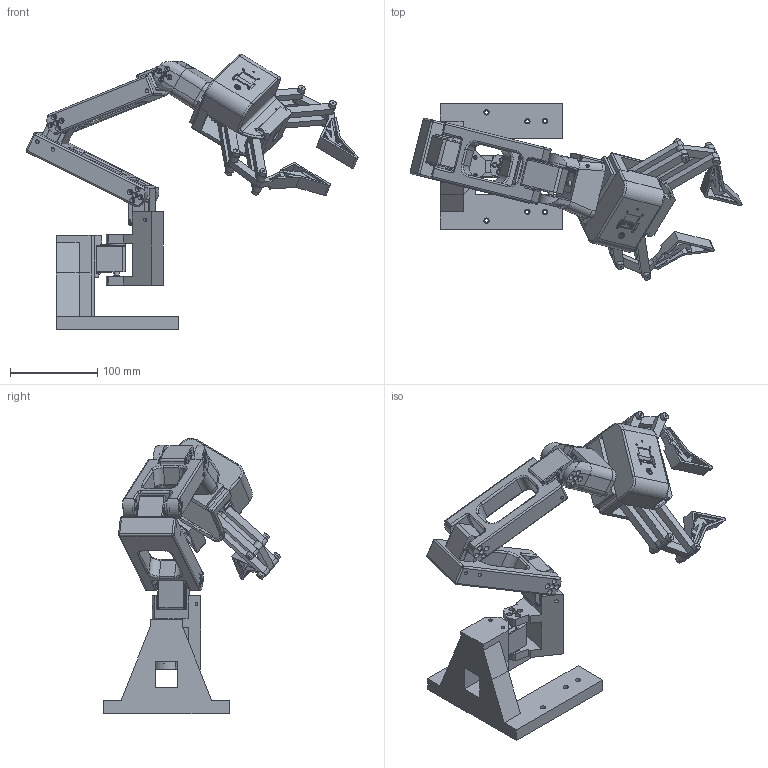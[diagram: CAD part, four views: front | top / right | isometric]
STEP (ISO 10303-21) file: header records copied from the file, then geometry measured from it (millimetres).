
FILE_DESCRIPTION(/* description */ (''),/* implementation_level */ '2;1');
FILE_NAME(/* name */ 'robot_arm.stp',/* time_stamp */ '2025-12-15T12:30:06+09:00',/* author */ ('ost97'),/* organization */ (''),/* preprocessor_version */ 'ST-DEVELOPER v20.1',/* originating_system */ 'Autodesk Inventor 2026',/* authorisation */ '');
FILE_SCHEMA (('AUTOMOTIVE_DESIGN { 1 0 10303 214 3 1 1 }'));
Products named in the file (25): Assembly1; joint5_to_joint6; joint3_to_joint4; base_link; joint2_to_joint3; joint4_to_joint5; gripper_only; bottom_cover; gripper_base_to_gripper_left4; gripper_base_to_gripper_left2; left_grip; right_grip; gripper_base_to_gripper_right6; gripper_base_to_gripper_right5; Spur Gear2; gripper_base_to_gripper_right3; upper_cover; STS3215_03a v1; disk; motor_body; Spur Gear1; pin; spacer; gripper_base_to_gripper_right1; stopper
Assembly tree (42 placements, depth 4):
  Assembly1
    joint5_to_joint6
    STS3215_03a v1  x5
      disk
      motor_body
    joint3_to_joint4
    base_link
    joint2_to_joint3
    joint4_to_joint5
    gripper_only
      bottom_cover
      gripper_base_to_gripper_left4
      gripper_base_to_gripper_left2
      spacer  x3
      pin  x4
      stopper  x9
      left_grip
      right_grip
      gripper_base_to_gripper_right6
      gripper_base_to_gripper_right5
      Spur Gear2
      gripper_base_to_gripper_right3
      upper_cover
      STS3215_03a v1
        disk
        motor_body
      Spur Gear1
      gripper_base_to_gripper_right1
Bounding box: 380.61 x 202.75 x 315.67 mm (x, y, z)
Volume: 1197491.8 mm3; surface area: 334645.1 mm2
Topology: 45 solids, 45 shells, 2057 faces, 5208 edges, 3549 vertices
Faces by surface type: plane 1139, cylinder 816, torus 48, cone 30, bspline 16, sphere 8
Full cylindrical faces by diameter (mm): 1.5 x48, 1.8 x20, 2 x36, 2.1 x2, 2.2 x14, 2.5 x30, 2.7 x2, 3 x6, 3.5 x12, 4 x61, 4.2 x10, 4.8 x12, 5 x8, 5.4 x11, 5.5 x23, 6 x61, 8 x10, 9 x6, 10 x3, 20 x6, 21 x1
Entity records: 40512 total; most frequent: CARTESIAN_POINT 7869, DIRECTION 6926, ORIENTED_EDGE 6276, EDGE_CURVE 3138, AXIS2_PLACEMENT_3D 2548, VERTEX_POINT 2040, LINE 1830, VECTOR 1830
